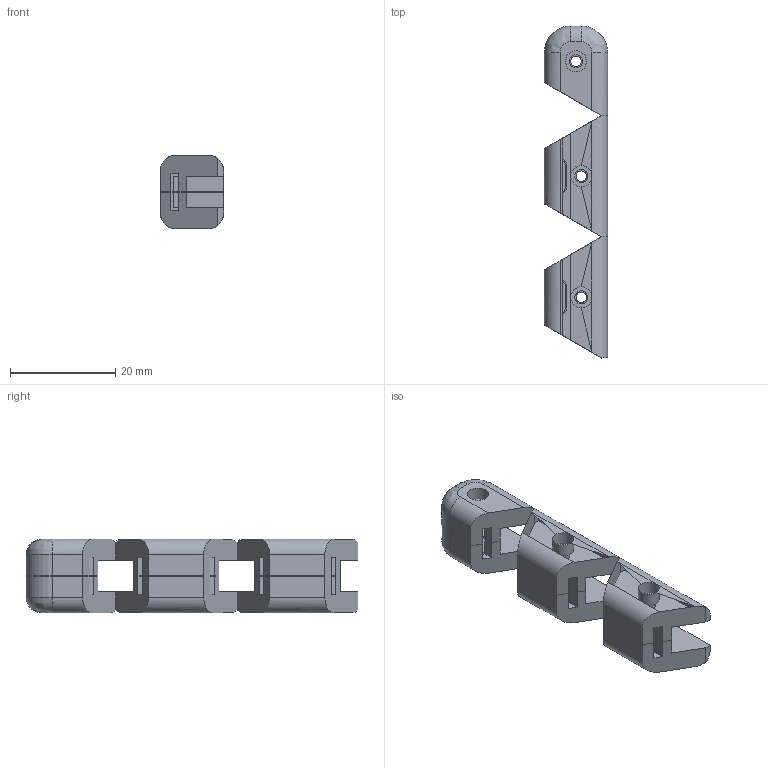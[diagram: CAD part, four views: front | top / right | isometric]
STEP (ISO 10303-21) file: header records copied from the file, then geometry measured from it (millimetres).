
FILE_DESCRIPTION(/* description */ (''),/* implementation_level */ '2;1');
FILE_NAME(/* name */ 'd0990281-dc9f-4327-b356-c911df3711d2.stp',/* time_stamp */ '2019-03-12T20:50:56+01:00',/* author */ (''),/* organization */ (''),/* preprocessor_version */ 'ST-DEVELOPER v17.2',/* originating_system */ 'Autodesk Translation Framework v7.6.0.251',/* authorisation */ '');
FILE_SCHEMA (('AUTOMOTIVE_DESIGN { 1 0 10303 214 3 1 1 }'));
Length unit declared in the file: millimetre
Products named in the file (9): EpiFinger; finger v1; finger; Part_510030; Part_510187; Part_510334; Part_510491; Part_510656; Part_510853
Assembly tree (8 placements, depth 4):
  EpiFinger
    finger v1
      finger
        Part_510030
        Part_510187
        Part_510334
        Part_510491
        Part_510656
        Part_510853
Bounding box: 12 x 63 x 14 mm (x, y, z)
Volume: 4264.1 mm3; surface area: 4416.6 mm2
Topology: 6 solids, 6 shells, 170 faces, 459 edges, 300 vertices
Faces by surface type: plane 117, cylinder 49, bspline 4
Full cylindrical faces by diameter (mm): 2 x3, 2.5 x3, 4 x3
Entity records: 5557 total; most frequent: CARTESIAN_POINT 966, DIRECTION 931, ORIENTED_EDGE 902, EDGE_CURVE 451, LINE 337, VECTOR 337, AXIS2_PLACEMENT_3D 297, VERTEX_POINT 296
